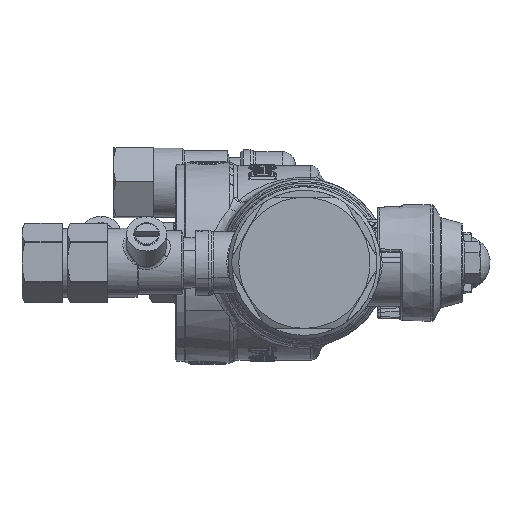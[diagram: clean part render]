
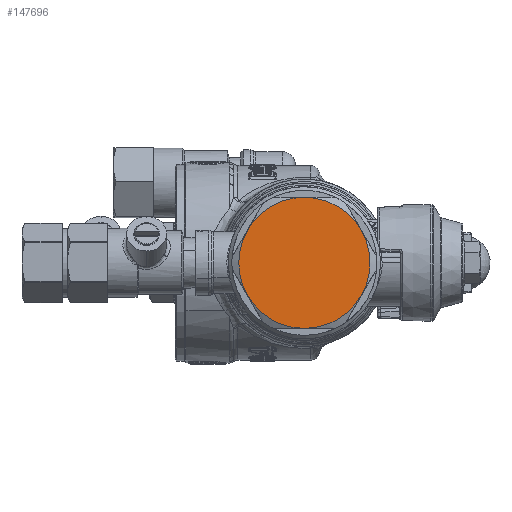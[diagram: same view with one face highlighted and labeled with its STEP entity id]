
A CAD part, front view. The second image highlights one B-rep face of the part: STEP entity #147696.
In plain terms, the highlighted planar face has unit normal (0, -1, 0).
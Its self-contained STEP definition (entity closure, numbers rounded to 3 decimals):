
#147641=CARTESIAN_POINT('Axis2P3D Location',(0.,-130.,18.)) ;
#147646=CARTESIAN_POINT('Axis2P3D Location',(0.,-130.,0.)) ;
#147650=CARTESIAN_POINT('Vertex',(0.,-130.,-18.)) ;
#147652=CARTESIAN_POINT('Vertex',(15.588,-130.,-9.)) ;
#147655=CARTESIAN_POINT('Axis2P3D Location',(0.,-130.,0.)) ;
#147659=CARTESIAN_POINT('Vertex',(15.588,-130.,9.)) ;
#147662=CARTESIAN_POINT('Axis2P3D Location',(0.,-130.,0.)) ;
#147666=CARTESIAN_POINT('Vertex',(0.,-130.,18.)) ;
#147669=CARTESIAN_POINT('Axis2P3D Location',(0.,-130.,0.)) ;
#147673=CARTESIAN_POINT('Vertex',(-15.588,-130.,9.)) ;
#147676=CARTESIAN_POINT('Axis2P3D Location',(0.,-130.,0.)) ;
#147680=CARTESIAN_POINT('Vertex',(-15.588,-130.,-9.)) ;
#147683=CARTESIAN_POINT('Axis2P3D Location',(0.,-130.,0.)) ;
#147642=DIRECTION('Axis2P3D Direction',(0.,-1.,0.)) ;
#147643=DIRECTION('Axis2P3D XDirection',(-1.,0.,0.)) ;
#147647=DIRECTION('Axis2P3D Direction',(0.,-1.,0.)) ;
#147656=DIRECTION('Axis2P3D Direction',(0.,-1.,0.)) ;
#147663=DIRECTION('Axis2P3D Direction',(0.,-1.,0.)) ;
#147670=DIRECTION('Axis2P3D Direction',(0.,-1.,0.)) ;
#147677=DIRECTION('Axis2P3D Direction',(0.,-1.,0.)) ;
#147684=DIRECTION('Axis2P3D Direction',(0.,-1.,0.)) ;
#147644=AXIS2_PLACEMENT_3D('Plane Axis2P3D',#147641,#147642,#147643) ;
#147648=AXIS2_PLACEMENT_3D('Circle Axis2P3D',#147646,#147647,$) ;
#147657=AXIS2_PLACEMENT_3D('Circle Axis2P3D',#147655,#147656,$) ;
#147664=AXIS2_PLACEMENT_3D('Circle Axis2P3D',#147662,#147663,$) ;
#147671=AXIS2_PLACEMENT_3D('Circle Axis2P3D',#147669,#147670,$) ;
#147678=AXIS2_PLACEMENT_3D('Circle Axis2P3D',#147676,#147677,$) ;
#147685=AXIS2_PLACEMENT_3D('Circle Axis2P3D',#147683,#147684,$) ;
#147649=CIRCLE('generated circle',#147648,18.) ;
#147658=CIRCLE('generated circle',#147657,18.) ;
#147665=CIRCLE('generated circle',#147664,18.) ;
#147672=CIRCLE('generated circle',#147671,18.) ;
#147679=CIRCLE('generated circle',#147678,18.) ;
#147686=CIRCLE('generated circle',#147685,18.) ;
#147645=PLANE('',#147644) ;
#147654=EDGE_CURVE('',#147651,#147653,#147649,.T.) ;
#147661=EDGE_CURVE('',#147653,#147660,#147658,.T.) ;
#147668=EDGE_CURVE('',#147660,#147667,#147665,.T.) ;
#147675=EDGE_CURVE('',#147667,#147674,#147672,.T.) ;
#147682=EDGE_CURVE('',#147674,#147681,#147679,.T.) ;
#147687=EDGE_CURVE('',#147681,#147651,#147686,.T.) ;
#147689=ORIENTED_EDGE('',*,*,#147654,.T.) ;
#147690=ORIENTED_EDGE('',*,*,#147661,.T.) ;
#147691=ORIENTED_EDGE('',*,*,#147668,.T.) ;
#147692=ORIENTED_EDGE('',*,*,#147675,.T.) ;
#147693=ORIENTED_EDGE('',*,*,#147682,.T.) ;
#147694=ORIENTED_EDGE('',*,*,#147687,.T.) ;
#147688=EDGE_LOOP('',(#147689,#147690,#147691,#147692,#147693,#147694)) ;
#147651=VERTEX_POINT('',#147650) ;
#147653=VERTEX_POINT('',#147652) ;
#147660=VERTEX_POINT('',#147659) ;
#147667=VERTEX_POINT('',#147666) ;
#147674=VERTEX_POINT('',#147673) ;
#147681=VERTEX_POINT('',#147680) ;
#147696=ADVANCED_FACE('H0013374.2\\GHIERA',(#147695),#147645,.T.) ;
#147695=FACE_OUTER_BOUND('',#147688,.T.) ;
